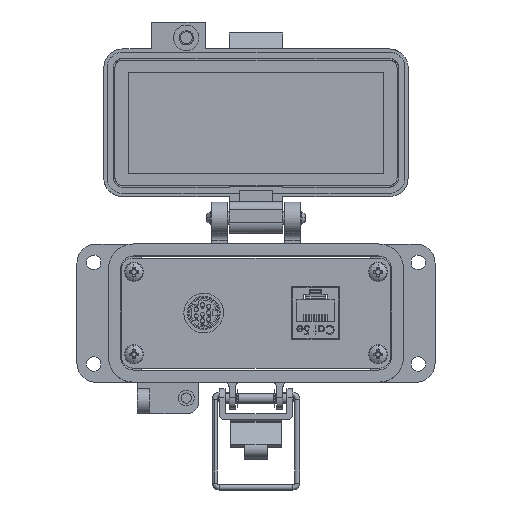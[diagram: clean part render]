
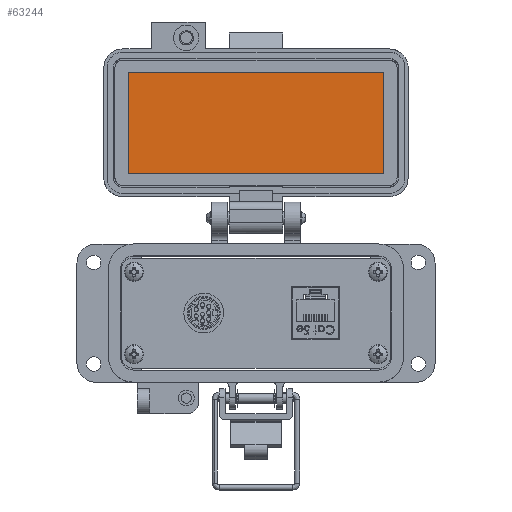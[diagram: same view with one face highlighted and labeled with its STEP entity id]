
A CAD part, top view. The second image highlights one B-rep face of the part: STEP entity #63244.
In plain terms, the highlighted planar face has unit normal (0, 0, 1).
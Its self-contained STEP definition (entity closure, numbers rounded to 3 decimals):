
#2914 = CARTESIAN_POINT ( 'NONE',  ( -8.5, 83.154, -25.55 ) ) ;
#5423 = VERTEX_POINT ( 'NONE', #16767 ) ;
#6143 = ORIENTED_EDGE ( 'NONE', *, *, #8148, .F. ) ;
#8148 = EDGE_CURVE ( 'NONE', #17135, #5423, #52293, .T. ) ;
#11278 = DIRECTION ( 'NONE',  ( 0., 1., 0. ) ) ;
#14283 = EDGE_CURVE ( 'NONE', #5423, #59814, #76978, .T. ) ;
#16767 = CARTESIAN_POINT ( 'NONE',  ( -40.25, 83.154, -25.55 ) ) ;
#17135 = VERTEX_POINT ( 'NONE', #76690 ) ;
#21518 = DIRECTION ( 'NONE',  ( 0., -1., 0. ) ) ;
#23965 = ORIENTED_EDGE ( 'NONE', *, *, #14283, .F. ) ;
#27631 = DIRECTION ( 'NONE',  ( 0., -1., 0. ) ) ;
#28290 = ORIENTED_EDGE ( 'NONE', *, *, #90914, .F. ) ;
#29613 = PLANE ( 'NONE',  #77068 ) ;
#32559 = LINE ( 'NONE', #65559, #92804 ) ;
#35822 = DIRECTION ( 'NONE',  ( 1., 0., 0. ) ) ;
#45028 = VECTOR ( 'NONE', #35822, 1000. ) ;
#52293 = LINE ( 'NONE', #85346, #69933 ) ;
#59814 = VERTEX_POINT ( 'NONE', #92505 ) ;
#62596 = CARTESIAN_POINT ( 'NONE',  ( -8.5, 67.154, -25.55 ) ) ;
#63244 = ADVANCED_FACE ( 'NONE', ( #103732 ), #29613, .T. ) ;
#65559 = CARTESIAN_POINT ( 'NONE',  ( 42., 51.154, -25.55 ) ) ;
#66627 = CARTESIAN_POINT ( 'NONE',  ( 40.25, 51.154, -25.55 ) ) ;
#68745 = LINE ( 'NONE', #101752, #90563 ) ;
#69933 = VECTOR ( 'NONE', #11278, 1000. ) ;
#71716 = ORIENTED_EDGE ( 'NONE', *, *, #83401, .F. ) ;
#76690 = CARTESIAN_POINT ( 'NONE',  ( -40.25, 51.154, -25.55 ) ) ;
#76978 = LINE ( 'NONE', #2914, #45028 ) ;
#77068 = AXIS2_PLACEMENT_3D ( 'NONE', #62596, #95606, #21518 ) ;
#83264 = EDGE_LOOP ( 'NONE', ( #23965, #6143, #28290, #71716 ) ) ;
#83401 = EDGE_CURVE ( 'NONE', #59814, #90984, #68745, .T. ) ;
#85346 = CARTESIAN_POINT ( 'NONE',  ( -40.25, 67.154, -25.55 ) ) ;
#90563 = VECTOR ( 'NONE', #27631, 1000. ) ;
#90914 = EDGE_CURVE ( 'NONE', #90984, #17135, #32559, .T. ) ;
#90984 = VERTEX_POINT ( 'NONE', #66627 ) ;
#92505 = CARTESIAN_POINT ( 'NONE',  ( 40.25, 83.154, -25.55 ) ) ;
#92804 = VECTOR ( 'NONE', #98579, 1000. ) ;
#95606 = DIRECTION ( 'NONE',  ( 0., 0., 1. ) ) ;
#98579 = DIRECTION ( 'NONE',  ( -1., 0., 0. ) ) ;
#101752 = CARTESIAN_POINT ( 'NONE',  ( 40.25, 67.154, -25.55 ) ) ;
#103732 = FACE_OUTER_BOUND ( 'NONE', #83264, .T. ) ;
